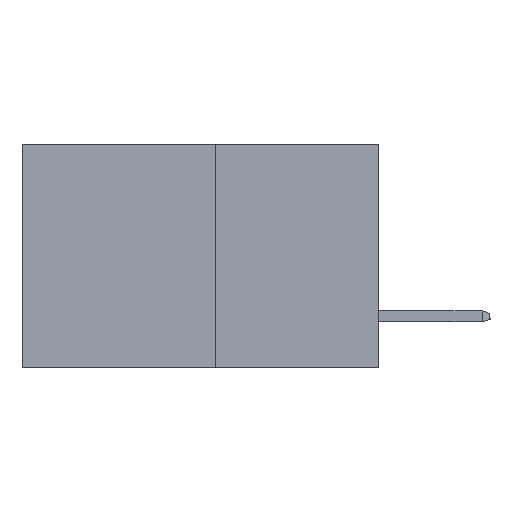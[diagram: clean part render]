
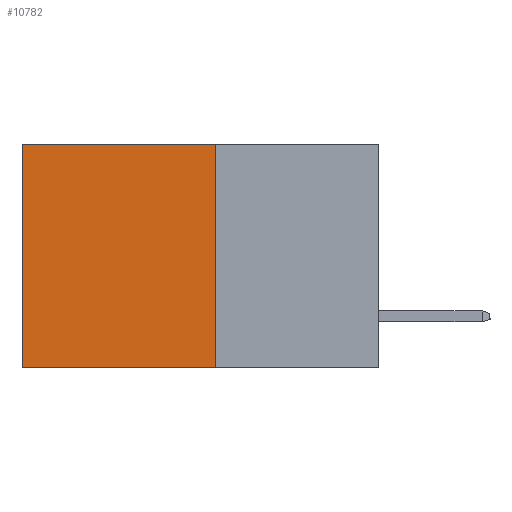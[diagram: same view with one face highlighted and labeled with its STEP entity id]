
A CAD part, left-side view. The second image highlights one B-rep face of the part: STEP entity #10782.
In plain terms, the highlighted planar face has unit normal (-1, 0, 0).
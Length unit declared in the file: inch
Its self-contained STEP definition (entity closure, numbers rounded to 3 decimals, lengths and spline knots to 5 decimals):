
#360 = DIRECTION ( 'NONE',  ( 0., 0., -1. ) ) ;
#955 = EDGE_CURVE ( 'NONE', #14033, #5825, #8442, .T. ) ;
#1061 = ORIENTED_EDGE ( 'NONE', *, *, #9449, .F. ) ;
#1452 = ORIENTED_EDGE ( 'NONE', *, *, #10634, .T. ) ;
#2452 = DIRECTION ( 'NONE',  ( 0., 0., -1. ) ) ;
#2965 = CARTESIAN_POINT ( 'NONE',  ( 0.277, 0.59, -0.37 ) ) ;
#3264 = LINE ( 'NONE', #9916, #11911 ) ;
#3602 = CARTESIAN_POINT ( 'NONE',  ( 0.277, 0.59, -0.37 ) ) ;
#4830 = DIRECTION ( 'NONE',  ( 0., 0., -1. ) ) ;
#5121 = LINE ( 'NONE', #12597, #7816 ) ;
#5825 = VERTEX_POINT ( 'NONE', #11481 ) ;
#6175 = LINE ( 'NONE', #3602, #14604 ) ;
#6574 = DIRECTION ( 'NONE',  ( 0., 1., 0. ) ) ;
#7166 = EDGE_LOOP ( 'NONE', ( #1452, #14243, #1061, #8302 ) ) ;
#7501 = DIRECTION ( 'NONE',  ( 1., 0., 0. ) ) ;
#7654 = AXIS2_PLACEMENT_3D ( 'NONE', #14026, #7501, #360 ) ;
#7816 = VECTOR ( 'NONE', #4830, 39.37008 ) ;
#7898 = CARTESIAN_POINT ( 'NONE',  ( 0.277, 0.27, -0.37 ) ) ;
#8302 = ORIENTED_EDGE ( 'NONE', *, *, #955, .T. ) ;
#8442 = LINE ( 'NONE', #13288, #11323 ) ;
#9117 = EDGE_CURVE ( 'NONE', #14477, #11564, #3264, .T. ) ;
#9449 = EDGE_CURVE ( 'NONE', #14033, #14477, #5121, .T. ) ;
#9916 = CARTESIAN_POINT ( 'NONE',  ( 0.277, 0.27, -0.37 ) ) ;
#10634 = EDGE_CURVE ( 'NONE', #5825, #11564, #6175, .T. ) ;
#10782 = ADVANCED_FACE ( 'NONE', ( #12521 ), #11832, .F. ) ;
#11323 = VECTOR ( 'NONE', #11413, 39.37008 ) ;
#11413 = DIRECTION ( 'NONE',  ( 0., 1., 0. ) ) ;
#11481 = CARTESIAN_POINT ( 'NONE',  ( 0.277, 0.59, 0. ) ) ;
#11564 = VERTEX_POINT ( 'NONE', #2965 ) ;
#11832 = PLANE ( 'NONE',  #7654 ) ;
#11911 = VECTOR ( 'NONE', #6574, 39.37008 ) ;
#12521 = FACE_OUTER_BOUND ( 'NONE', #7166, .T. ) ;
#12551 = CARTESIAN_POINT ( 'NONE',  ( 0.277, 0.27, 0. ) ) ;
#12597 = CARTESIAN_POINT ( 'NONE',  ( 0.277, 0.27, -0.37 ) ) ;
#13288 = CARTESIAN_POINT ( 'NONE',  ( 0.277, 0.27, 0. ) ) ;
#14026 = CARTESIAN_POINT ( 'NONE',  ( 0.277, 0.27, -0.37 ) ) ;
#14033 = VERTEX_POINT ( 'NONE', #12551 ) ;
#14243 = ORIENTED_EDGE ( 'NONE', *, *, #9117, .F. ) ;
#14477 = VERTEX_POINT ( 'NONE', #7898 ) ;
#14604 = VECTOR ( 'NONE', #2452, 39.37008 ) ;
